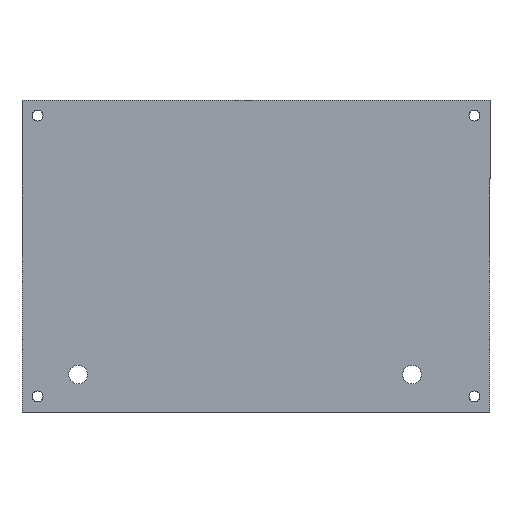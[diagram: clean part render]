
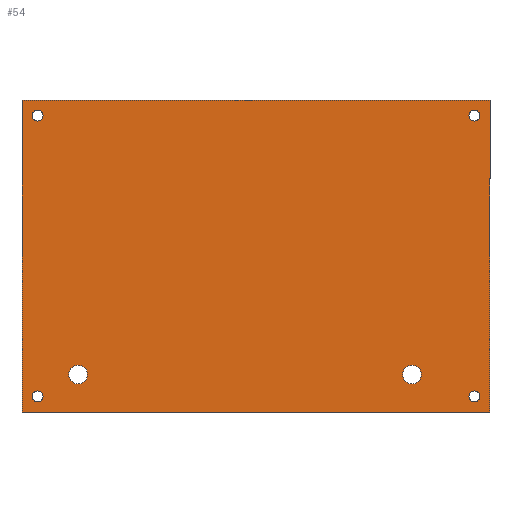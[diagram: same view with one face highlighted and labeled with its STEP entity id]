
A CAD part, front view. The second image highlights one B-rep face of the part: STEP entity #54.
In plain terms, the highlighted planar face has unit normal (0, -1, 0).
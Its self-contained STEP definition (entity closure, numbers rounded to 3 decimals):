
#5 = VERTEX_POINT ( 'NONE', #31 ) ;
#7 = CARTESIAN_POINT ( 'NONE',  ( 50., 0., -35. ) ) ;
#8 = VERTEX_POINT ( 'NONE', #32 ) ;
#9 = CARTESIAN_POINT ( 'NONE',  ( -57., 0., -35. ) ) ;
#10 = VERTEX_POINT ( 'NONE', #33 ) ;
#11 = VERTEX_POINT ( 'NONE', #36 ) ;
#14 = CARTESIAN_POINT ( 'NONE',  ( 70., 0., -43.25 ) ) ;
#19 = VERTEX_POINT ( 'NONE', #39 ) ;
#20 = VERTEX_POINT ( 'NONE', #40 ) ;
#22 = VERTEX_POINT ( 'NONE', #7 ) ;
#23 = VERTEX_POINT ( 'NONE', #9 ) ;
#26 = VERTEX_POINT ( 'NONE', #14 ) ;
#27 = VERTEX_POINT ( 'NONE', #52 ) ;
#29 = VERTEX_POINT ( 'NONE', #638 ) ;
#31 = CARTESIAN_POINT ( 'NONE',  ( -70., 0., -46.75 ) ) ;
#32 = CARTESIAN_POINT ( 'NONE',  ( -70., 0., 43.25 ) ) ;
#33 = CARTESIAN_POINT ( 'NONE',  ( -75., 0., 50. ) ) ;
#36 = CARTESIAN_POINT ( 'NONE',  ( 75., 0., -50. ) ) ;
#39 = CARTESIAN_POINT ( 'NONE',  ( 70., 0., 46.75 ) ) ;
#40 = CARTESIAN_POINT ( 'NONE',  ( -57., 0., -41. ) ) ;
#45 = VERTEX_POINT ( 'NONE', #632 ) ;
#46 = VERTEX_POINT ( 'NONE', #622 ) ;
#47 = VERTEX_POINT ( 'NONE', #640 ) ;
#49 = VERTEX_POINT ( 'NONE', #624 ) ;
#50 = VERTEX_POINT ( 'NONE', #626 ) ;
#52 = CARTESIAN_POINT ( 'NONE',  ( -70., 0., 46.75 ) ) ;
#54 = ADVANCED_FACE ( 'NONE', ( #184, #157, #175, #178, #179, #186, #180 ), #625, .F. ) ;
#79 = EDGE_LOOP ( 'NONE', ( #274, #165 ) ) ;
#81 = EDGE_LOOP ( 'NONE', ( #277, #174 ) ) ;
#84 = EDGE_LOOP ( 'NONE', ( #284, #176 ) ) ;
#90 = EDGE_LOOP ( 'NONE', ( #183, #292 ) ) ;
#92 = EDGE_LOOP ( 'NONE', ( #295, #190, #272, #193 ) ) ;
#98 = EDGE_LOOP ( 'NONE', ( #281, #160 ) ) ;
#117 = EDGE_LOOP ( 'NONE', ( #122, #286 ) ) ;
#122 = ORIENTED_EDGE ( 'NONE', *, *, #302, .T. ) ;
#157 = FACE_BOUND ( 'NONE', #90, .T. ) ;
#160 = ORIENTED_EDGE ( 'NONE', *, *, #305, .T. ) ;
#165 = ORIENTED_EDGE ( 'NONE', *, *, #321, .T. ) ;
#174 = ORIENTED_EDGE ( 'NONE', *, *, #331, .T. ) ;
#175 = FACE_BOUND ( 'NONE', #81, .T. ) ;
#176 = ORIENTED_EDGE ( 'NONE', *, *, #304, .T. ) ;
#178 = FACE_OUTER_BOUND ( 'NONE', #92, .T. ) ;
#179 = FACE_BOUND ( 'NONE', #79, .T. ) ;
#180 = FACE_BOUND ( 'NONE', #98, .T. ) ;
#183 = ORIENTED_EDGE ( 'NONE', *, *, #350, .T. ) ;
#184 = FACE_BOUND ( 'NONE', #117, .T. ) ;
#186 = FACE_BOUND ( 'NONE', #84, .T. ) ;
#190 = ORIENTED_EDGE ( 'NONE', *, *, #337, .F. ) ;
#193 = ORIENTED_EDGE ( 'NONE', *, *, #330, .F. ) ;
#200 = VECTOR ( 'NONE', #480, 1000. ) ;
#205 = CIRCLE ( 'NONE', #393, 3. ) ;
#210 = CIRCLE ( 'NONE', #386, 1.75 ) ;
#213 = LINE ( 'NONE', #532, #216 ) ;
#216 = VECTOR ( 'NONE', #551, 1000. ) ;
#218 = CIRCLE ( 'NONE', #402, 1.75 ) ;
#221 = CIRCLE ( 'NONE', #388, 3. ) ;
#232 = CIRCLE ( 'NONE', #376, 1.75 ) ;
#233 = CIRCLE ( 'NONE', #369, 3. ) ;
#235 = LINE ( 'NONE', #482, #200 ) ;
#245 = LINE ( 'NONE', #525, #258 ) ;
#248 = CIRCLE ( 'NONE', #372, 1.75 ) ;
#250 = CIRCLE ( 'NONE', #397, 1.75 ) ;
#252 = CIRCLE ( 'NONE', #360, 3. ) ;
#254 = LINE ( 'NONE', #547, #255 ) ;
#255 = VECTOR ( 'NONE', #528, 1000. ) ;
#257 = CIRCLE ( 'NONE', #366, 1.75 ) ;
#258 = VECTOR ( 'NONE', #539, 1000. ) ;
#272 = ORIENTED_EDGE ( 'NONE', *, *, #320, .F. ) ;
#274 = ORIENTED_EDGE ( 'NONE', *, *, #344, .T. ) ;
#277 = ORIENTED_EDGE ( 'NONE', *, *, #339, .T. ) ;
#281 = ORIENTED_EDGE ( 'NONE', *, *, #310, .T. ) ;
#284 = ORIENTED_EDGE ( 'NONE', *, *, #322, .T. ) ;
#286 = ORIENTED_EDGE ( 'NONE', *, *, #336, .T. ) ;
#292 = ORIENTED_EDGE ( 'NONE', *, *, #334, .T. ) ;
#295 = ORIENTED_EDGE ( 'NONE', *, *, #333, .F. ) ;
#302 = EDGE_CURVE ( 'NONE', #20, #23, #221, .T. ) ;
#304 = EDGE_CURVE ( 'NONE', #19, #29, #232, .T. ) ;
#305 = EDGE_CURVE ( 'NONE', #22, #49, #233, .T. ) ;
#310 = EDGE_CURVE ( 'NONE', #49, #22, #205, .T. ) ;
#320 = EDGE_CURVE ( 'NONE', #47, #10, #235, .T. ) ;
#321 = EDGE_CURVE ( 'NONE', #26, #50, #218, .T. ) ;
#322 = EDGE_CURVE ( 'NONE', #29, #19, #210, .T. ) ;
#330 = EDGE_CURVE ( 'NONE', #11, #47, #213, .T. ) ;
#331 = EDGE_CURVE ( 'NONE', #45, #5, #248, .T. ) ;
#333 = EDGE_CURVE ( 'NONE', #46, #11, #254, .T. ) ;
#334 = EDGE_CURVE ( 'NONE', #27, #8, #257, .T. ) ;
#336 = EDGE_CURVE ( 'NONE', #23, #20, #252, .T. ) ;
#337 = EDGE_CURVE ( 'NONE', #10, #46, #245, .T. ) ;
#339 = EDGE_CURVE ( 'NONE', #5, #45, #250, .T. ) ;
#344 = EDGE_CURVE ( 'NONE', #50, #26, #416, .T. ) ;
#350 = EDGE_CURVE ( 'NONE', #8, #27, #423, .T. ) ;
#351 = AXIS2_PLACEMENT_3D ( 'NONE', #620, #627, #628 ) ;
#360 = AXIS2_PLACEMENT_3D ( 'NONE', #557, #561, #529 ) ;
#366 = AXIS2_PLACEMENT_3D ( 'NONE', #562, #555, #556 ) ;
#369 = AXIS2_PLACEMENT_3D ( 'NONE', #445, #446, #485 ) ;
#372 = AXIS2_PLACEMENT_3D ( 'NONE', #554, #546, #545 ) ;
#376 = AXIS2_PLACEMENT_3D ( 'NONE', #439, #440, #441 ) ;
#377 = AXIS2_PLACEMENT_3D ( 'NONE', #569, #588, #593 ) ;
#384 = AXIS2_PLACEMENT_3D ( 'NONE', #606, #591, #586 ) ;
#386 = AXIS2_PLACEMENT_3D ( 'NONE', #507, #511, #516 ) ;
#388 = AXIS2_PLACEMENT_3D ( 'NONE', #470, #438, #449 ) ;
#393 = AXIS2_PLACEMENT_3D ( 'NONE', #518, #479, #484 ) ;
#397 = AXIS2_PLACEMENT_3D ( 'NONE', #522, #524, #533 ) ;
#402 = AXIS2_PLACEMENT_3D ( 'NONE', #510, #496, #498 ) ;
#416 = CIRCLE ( 'NONE', #384, 1.75 ) ;
#423 = CIRCLE ( 'NONE', #377, 1.75 ) ;
#438 = DIRECTION ( 'NONE',  ( 0., 1., 0. ) ) ;
#439 = CARTESIAN_POINT ( 'NONE',  ( 70., 0., 45. ) ) ;
#440 = DIRECTION ( 'NONE',  ( 0., 1., 0. ) ) ;
#441 = DIRECTION ( 'NONE',  ( 0., 0., 1. ) ) ;
#445 = CARTESIAN_POINT ( 'NONE',  ( 50., 0., -38. ) ) ;
#446 = DIRECTION ( 'NONE',  ( 0., 1., 0. ) ) ;
#449 = DIRECTION ( 'NONE',  ( 0., 0., 1. ) ) ;
#470 = CARTESIAN_POINT ( 'NONE',  ( -57., 0., -38. ) ) ;
#479 = DIRECTION ( 'NONE',  ( 0., 1., 0. ) ) ;
#480 = DIRECTION ( 'NONE',  ( 0., 0., 1. ) ) ;
#482 = CARTESIAN_POINT ( 'NONE',  ( -75., 0., -50. ) ) ;
#484 = DIRECTION ( 'NONE',  ( 0., 0., 1. ) ) ;
#485 = DIRECTION ( 'NONE',  ( 0., 0., 1. ) ) ;
#496 = DIRECTION ( 'NONE',  ( 0., 1., 0. ) ) ;
#498 = DIRECTION ( 'NONE',  ( 0., 0., 1. ) ) ;
#507 = CARTESIAN_POINT ( 'NONE',  ( 70., 0., 45. ) ) ;
#510 = CARTESIAN_POINT ( 'NONE',  ( 70., 0., -45. ) ) ;
#511 = DIRECTION ( 'NONE',  ( 0., 1., 0. ) ) ;
#516 = DIRECTION ( 'NONE',  ( 0., 0., 1. ) ) ;
#518 = CARTESIAN_POINT ( 'NONE',  ( 50., 0., -38. ) ) ;
#522 = CARTESIAN_POINT ( 'NONE',  ( -70., 0., -45. ) ) ;
#524 = DIRECTION ( 'NONE',  ( 0., 1., 0. ) ) ;
#525 = CARTESIAN_POINT ( 'NONE',  ( -75., 0., 50. ) ) ;
#528 = DIRECTION ( 'NONE',  ( 0., 0., -1. ) ) ;
#529 = DIRECTION ( 'NONE',  ( 0., 0., 1. ) ) ;
#532 = CARTESIAN_POINT ( 'NONE',  ( -75., 0., -50. ) ) ;
#533 = DIRECTION ( 'NONE',  ( 0., 0., 1. ) ) ;
#539 = DIRECTION ( 'NONE',  ( 1., 0., 0. ) ) ;
#545 = DIRECTION ( 'NONE',  ( 0., 0., 1. ) ) ;
#546 = DIRECTION ( 'NONE',  ( 0., 1., 0. ) ) ;
#547 = CARTESIAN_POINT ( 'NONE',  ( 75., 0., -50. ) ) ;
#551 = DIRECTION ( 'NONE',  ( -1., 0., 0. ) ) ;
#554 = CARTESIAN_POINT ( 'NONE',  ( -70., 0., -45. ) ) ;
#555 = DIRECTION ( 'NONE',  ( 0., 1., 0. ) ) ;
#556 = DIRECTION ( 'NONE',  ( 0., 0., 1. ) ) ;
#557 = CARTESIAN_POINT ( 'NONE',  ( -57., 0., -38. ) ) ;
#561 = DIRECTION ( 'NONE',  ( 0., 1., 0. ) ) ;
#562 = CARTESIAN_POINT ( 'NONE',  ( -70., 0., 45. ) ) ;
#569 = CARTESIAN_POINT ( 'NONE',  ( -70., 0., 45. ) ) ;
#586 = DIRECTION ( 'NONE',  ( 0., 0., 1. ) ) ;
#588 = DIRECTION ( 'NONE',  ( 0., 1., 0. ) ) ;
#591 = DIRECTION ( 'NONE',  ( 0., 1., 0. ) ) ;
#593 = DIRECTION ( 'NONE',  ( 0., 0., 1. ) ) ;
#606 = CARTESIAN_POINT ( 'NONE',  ( 70., 0., -45. ) ) ;
#620 = CARTESIAN_POINT ( 'NONE',  ( 75., 0., 50. ) ) ;
#622 = CARTESIAN_POINT ( 'NONE',  ( 75., 0., 50. ) ) ;
#624 = CARTESIAN_POINT ( 'NONE',  ( 50., 0., -41. ) ) ;
#625 = PLANE ( 'NONE',  #351 ) ;
#626 = CARTESIAN_POINT ( 'NONE',  ( 70., 0., -46.75 ) ) ;
#627 = DIRECTION ( 'NONE',  ( 0., 1., 0. ) ) ;
#628 = DIRECTION ( 'NONE',  ( 0., 0., 1. ) ) ;
#632 = CARTESIAN_POINT ( 'NONE',  ( -70., 0., -43.25 ) ) ;
#638 = CARTESIAN_POINT ( 'NONE',  ( 70., 0., 43.25 ) ) ;
#640 = CARTESIAN_POINT ( 'NONE',  ( -75., 0., -50. ) ) ;
